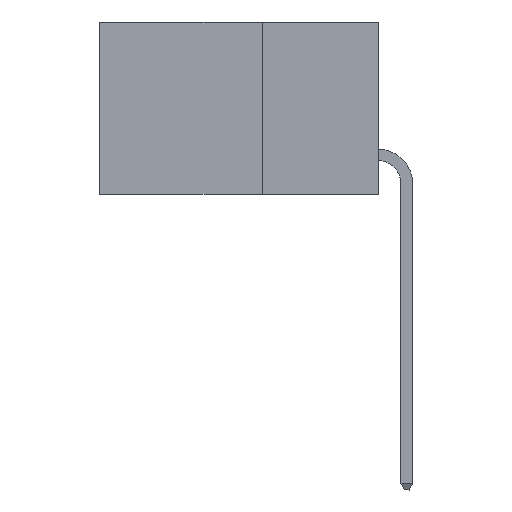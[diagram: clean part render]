
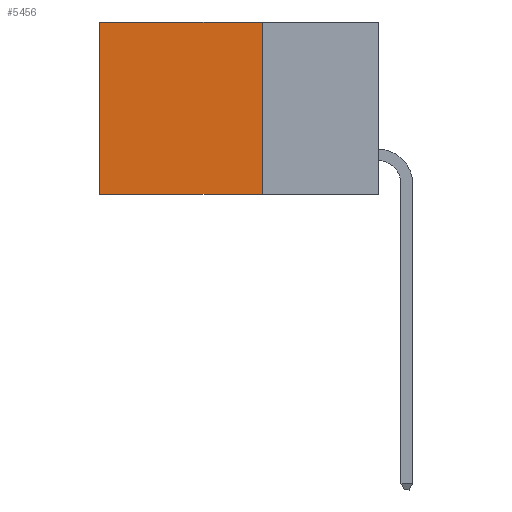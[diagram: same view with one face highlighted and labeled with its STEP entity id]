
A CAD part, left-side view. The second image highlights one B-rep face of the part: STEP entity #5456.
In plain terms, the highlighted planar face has unit normal (-1, 0, 0).
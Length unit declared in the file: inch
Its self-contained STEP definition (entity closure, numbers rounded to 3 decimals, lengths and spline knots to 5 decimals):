
#569 = ORIENTED_EDGE ( 'NONE', *, *, #9840, .T. ) ;
#937 = VERTEX_POINT ( 'NONE', #3416 ) ;
#1124 = CARTESIAN_POINT ( 'NONE',  ( 0.2615, 0.25, 0. ) ) ;
#1598 = FACE_OUTER_BOUND ( 'NONE', #9696, .T. ) ;
#2091 = CARTESIAN_POINT ( 'NONE',  ( 0.2615, 0.6, -0.37 ) ) ;
#2200 = ORIENTED_EDGE ( 'NONE', *, *, #3174, .F. ) ;
#3174 = EDGE_CURVE ( 'NONE', #4236, #11050, #7641, .T. ) ;
#3269 = CARTESIAN_POINT ( 'NONE',  ( 0.2615, 0.25, -0.37 ) ) ;
#3416 = CARTESIAN_POINT ( 'NONE',  ( 0.2615, 0.6, 0. ) ) ;
#3490 = VERTEX_POINT ( 'NONE', #2091 ) ;
#3682 = CARTESIAN_POINT ( 'NONE',  ( 0.2615, 0.25, -0.37 ) ) ;
#4063 = DIRECTION ( 'NONE',  ( 0., 1., 0. ) ) ;
#4075 = VECTOR ( 'NONE', #5637, 39.37008 ) ;
#4236 = VERTEX_POINT ( 'NONE', #6443 ) ;
#4380 = LINE ( 'NONE', #6263, #10094 ) ;
#4599 = PLANE ( 'NONE',  #10217 ) ;
#4833 = CARTESIAN_POINT ( 'NONE',  ( 0.2615, 0.25, -0.37 ) ) ;
#5269 = EDGE_CURVE ( 'NONE', #11050, #3490, #12382, .T. ) ;
#5456 = ADVANCED_FACE ( 'NONE', ( #1598 ), #4599, .F. ) ;
#5637 = DIRECTION ( 'NONE',  ( 0., 0., -1. ) ) ;
#5670 = DIRECTION ( 'NONE',  ( 0., 0., -1. ) ) ;
#6201 = LINE ( 'NONE', #1124, #9899 ) ;
#6263 = CARTESIAN_POINT ( 'NONE',  ( 0.2615, 0.6, -0.37 ) ) ;
#6443 = CARTESIAN_POINT ( 'NONE',  ( 0.2615, 0.25, 0. ) ) ;
#7296 = ORIENTED_EDGE ( 'NONE', *, *, #5269, .F. ) ;
#7641 = LINE ( 'NONE', #3682, #4075 ) ;
#8675 = CARTESIAN_POINT ( 'NONE',  ( 0.2615, 0.25, -0.37 ) ) ;
#9432 = ORIENTED_EDGE ( 'NONE', *, *, #10863, .T. ) ;
#9696 = EDGE_LOOP ( 'NONE', ( #569, #7296, #2200, #9432 ) ) ;
#9840 = EDGE_CURVE ( 'NONE', #937, #3490, #4380, .T. ) ;
#9899 = VECTOR ( 'NONE', #12371, 39.37008 ) ;
#10094 = VECTOR ( 'NONE', #12362, 39.37008 ) ;
#10217 = AXIS2_PLACEMENT_3D ( 'NONE', #8675, #12775, #5670 ) ;
#10863 = EDGE_CURVE ( 'NONE', #4236, #937, #6201, .T. ) ;
#11050 = VERTEX_POINT ( 'NONE', #4833 ) ;
#11944 = VECTOR ( 'NONE', #4063, 39.37008 ) ;
#12362 = DIRECTION ( 'NONE',  ( 0., 0., -1. ) ) ;
#12371 = DIRECTION ( 'NONE',  ( 0., 1., 0. ) ) ;
#12382 = LINE ( 'NONE', #3269, #11944 ) ;
#12775 = DIRECTION ( 'NONE',  ( 1., 0., 0. ) ) ;
